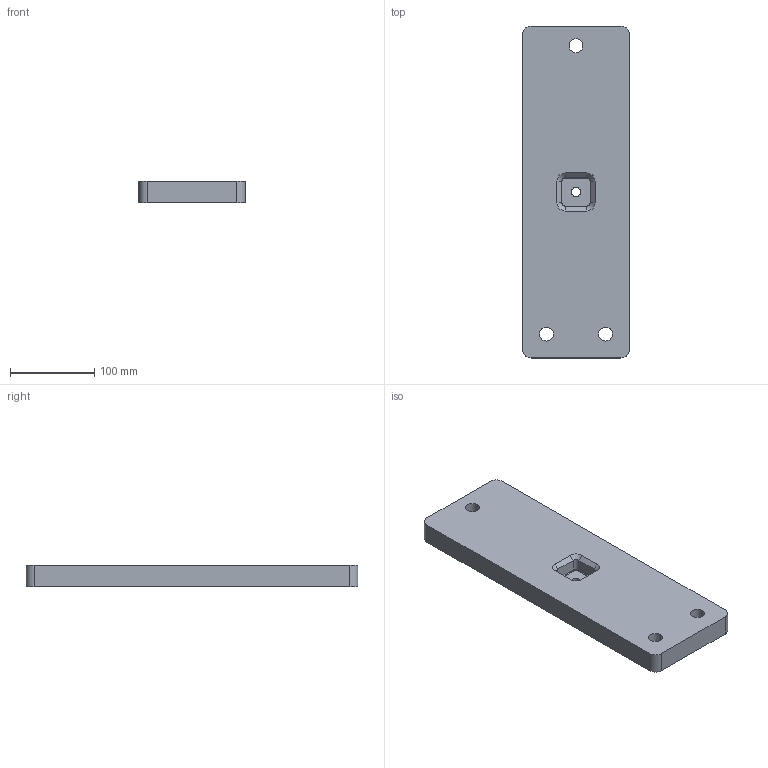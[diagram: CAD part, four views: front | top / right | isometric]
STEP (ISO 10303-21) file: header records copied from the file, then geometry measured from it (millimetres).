
FILE_DESCRIPTION(('CATIA V5 STEP Exchange'),'2;1');
FILE_NAME('RimRunningIn_FixingPlate_r02.stp','2021-07-09T16:57:12+00:00',('none'),('none'),'CATIA Version 5-6 Release 2016','CATIA V5 STEP AP203','none');
FILE_SCHEMA(('CONFIG_CONTROL_DESIGN'));
Length unit declared in the file: millimetre
Products named in the file (1): RimRunningIn_FixingPlate
Bounding box: 126.5 x 393.5 x 25 mm (x, y, z)
Volume: 1199715.6 mm3; surface area: 129753 mm2
Topology: 1 solids, 1 shells, 43 faces, 104 edges, 65 vertices
Faces by surface type: plane 19, cylinder 16, cone 8
Entity records: 1251 total; most frequent: CARTESIAN_POINT 209, ORIENTED_EDGE 208, DIRECTION 182, EDGE_CURVE 104, AXIS2_PLACEMENT_3D 80, VECTOR 64, LINE 64, VERTEX_POINT 64
